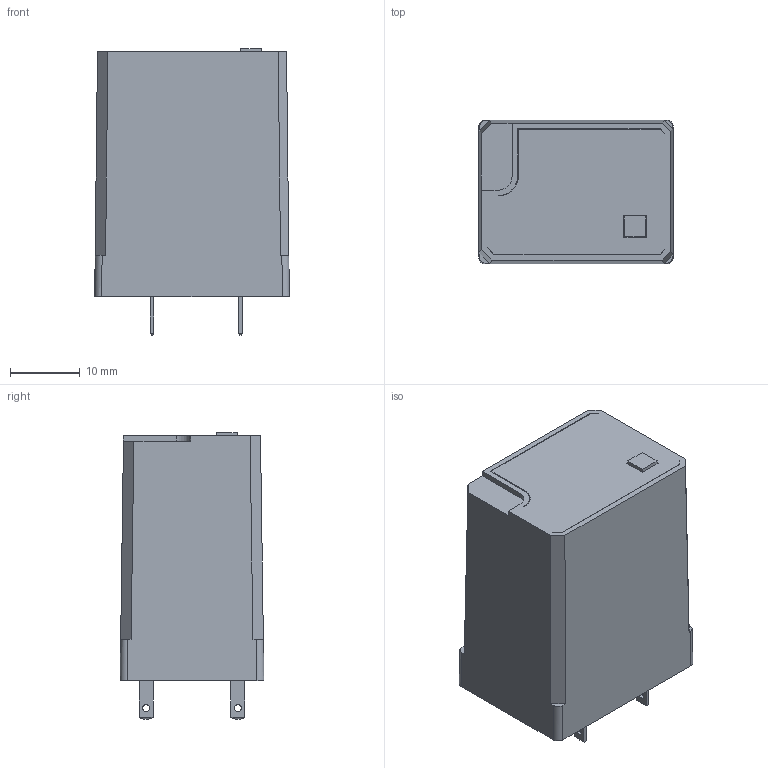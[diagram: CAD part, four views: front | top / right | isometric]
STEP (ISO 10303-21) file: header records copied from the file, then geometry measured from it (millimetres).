
FILE_DESCRIPTION (( 'STEP AP203' ), '1' );
FILE_NAME ('Ðåëå ÐÏ-Èð2-1ç.STEP', '2019-11-20T08:28:36', ( '' ), ( '' ), 'SwSTEP 2.0', 'SolidWorks 2017', '' );
FILE_SCHEMA (( 'CONFIG_CONTROL_DESIGN' ));
Length unit declared in the file: millimetre
Products named in the file (1): Ðåëå ÐÏ-Èð2-1ç
Bounding box: 28 x 20.7 x 41.2 mm (x, y, z)
Volume: 5848.1 mm3; surface area: 8823.8 mm2
Topology: 5 solids, 8 shells, 455 faces, 1175 edges, 750 vertices
Faces by surface type: plane 405, cylinder 46, cone 3, torus 1
Full cylindrical faces by diameter (mm): 1 x4, 1.7 x2, 2 x3, 3 x1, 3.2 x3, 5 x1
Entity records: 13527 total; most frequent: CARTESIAN_POINT 2473, ORIENTED_EDGE 2312, DIRECTION 2118, EDGE_CURVE 1156, LINE 1032, VECTOR 1032, VERTEX_POINT 748, AXIS2_PLACEMENT_3D 543
